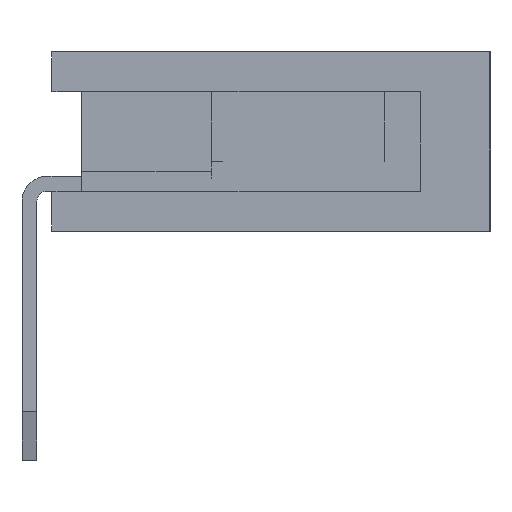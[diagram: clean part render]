
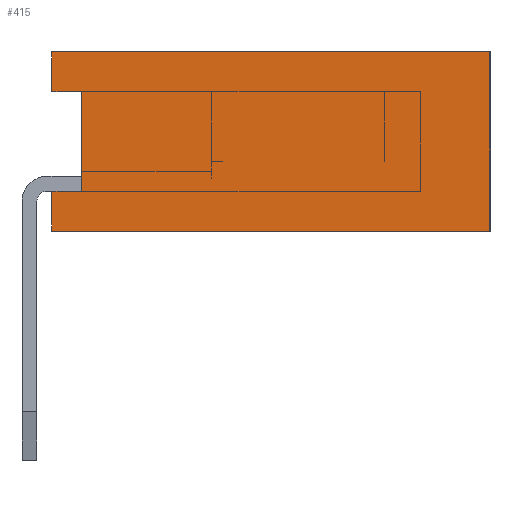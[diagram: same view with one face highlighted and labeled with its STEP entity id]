
A CAD part, left-side view. The second image highlights one B-rep face of the part: STEP entity #415.
In plain terms, the highlighted planar face has unit normal (-1, 0, 0).
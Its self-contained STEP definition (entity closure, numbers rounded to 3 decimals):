
#415=ADVANCED_FACE('',(#15888),#15890,.T.);
#15888=FACE_BOUND('',#15889,.T.);
#15889=EDGE_LOOP('',(#28259,#28260,#28261,#28262,#28263,#28264,#28265,#28266));
#15890=PLANE('',#15891);
#15891=AXIS2_PLACEMENT_3D('',#15892,#15893,#15894);
#15892=CARTESIAN_POINT('',(-0.635,-4.625,0.));
#15893=DIRECTION('',(-1.,0.,0.));
#15894=DIRECTION('',(0.,0.,1.));
#28259=ORIENTED_EDGE('',*,*,#37389,.T.);
#28260=ORIENTED_EDGE('',*,*,#37517,.T.);
#28261=ORIENTED_EDGE('',*,*,#37266,.T.);
#28262=ORIENTED_EDGE('',*,*,#37516,.F.);
#28263=ORIENTED_EDGE('',*,*,#37518,.F.);
#28264=ORIENTED_EDGE('',*,*,#37519,.T.);
#28265=ORIENTED_EDGE('',*,*,#37520,.T.);
#28266=ORIENTED_EDGE('',*,*,#37511,.F.);
#37266=EDGE_CURVE('',#41903,#41900,#41904,.F.);
#37389=EDGE_CURVE('',#42149,#42147,#42150,.F.);
#37511=EDGE_CURVE('',#42149,#42386,#42387,.T.);
#37516=EDGE_CURVE('',#42393,#41900,#42395,.T.);
#37517=EDGE_CURVE('',#42147,#41903,#42396,.T.);
#37518=EDGE_CURVE('',#42397,#42393,#42398,.T.);
#37519=EDGE_CURVE('',#42397,#42399,#42400,.T.);
#37520=EDGE_CURVE('',#42399,#42386,#42401,.T.);
#41900=VERTEX_POINT('',#49509);
#41903=VERTEX_POINT('',#49514);
#41904=LINE('',#49515,#49516);
#42147=VERTEX_POINT('',#50002);
#42149=VERTEX_POINT('',#50006);
#42150=LINE('',#50007,#50008);
#42386=VERTEX_POINT('',#50487);
#42387=LINE('',#50488,#50489);
#42393=VERTEX_POINT('',#50502);
#42395=LINE('',#50506,#50507);
#42396=LINE('',#50509,#50510);
#42397=VERTEX_POINT('',#50512);
#42398=LINE('',#50513,#50514);
#42399=VERTEX_POINT('',#50516);
#42400=LINE('',#50517,#50518);
#42401=LINE('',#50520,#50521);
#49509=CARTESIAN_POINT('',(-0.635,-0.225,0.4));
#49514=CARTESIAN_POINT('',(-0.635,-0.525,0.4));
#49515=CARTESIAN_POINT('',(-0.635,-0.225,0.4));
#49516=VECTOR('',#49517,1.);
#49517=DIRECTION('',(0.,-1.,0.));
#50002=CARTESIAN_POINT('',(-0.635,-0.525,1.4));
#50006=CARTESIAN_POINT('',(-0.635,-0.225,1.4));
#50007=CARTESIAN_POINT('',(-0.635,-0.525,1.4));
#50008=VECTOR('',#50009,1.);
#50009=DIRECTION('',(0.,1.,0.));
#50487=CARTESIAN_POINT('',(-0.635,-0.225,1.8));
#50488=CARTESIAN_POINT('',(-0.635,-0.225,1.4));
#50489=VECTOR('',#50490,1.);
#50490=DIRECTION('',(0.,0.,1.));
#50502=CARTESIAN_POINT('',(-0.635,-0.225,0.));
#50506=CARTESIAN_POINT('',(-0.635,-0.225,0.));
#50507=VECTOR('',#50508,1.);
#50508=DIRECTION('',(0.,0.,1.));
#50509=CARTESIAN_POINT('',(-0.635,-0.525,1.4));
#50510=VECTOR('',#50511,1.);
#50511=DIRECTION('',(0.,0.,-1.));
#50512=CARTESIAN_POINT('',(-0.635,-4.625,0.));
#50513=CARTESIAN_POINT('',(-0.635,-4.625,0.));
#50514=VECTOR('',#50515,1.);
#50515=DIRECTION('',(0.,1.,0.));
#50516=CARTESIAN_POINT('',(-0.635,-4.625,1.8));
#50517=CARTESIAN_POINT('',(-0.635,-4.625,0.));
#50518=VECTOR('',#50519,1.);
#50519=DIRECTION('',(0.,0.,1.));
#50520=CARTESIAN_POINT('',(-0.635,-4.625,1.8));
#50521=VECTOR('',#50522,1.);
#50522=DIRECTION('',(0.,1.,0.));
